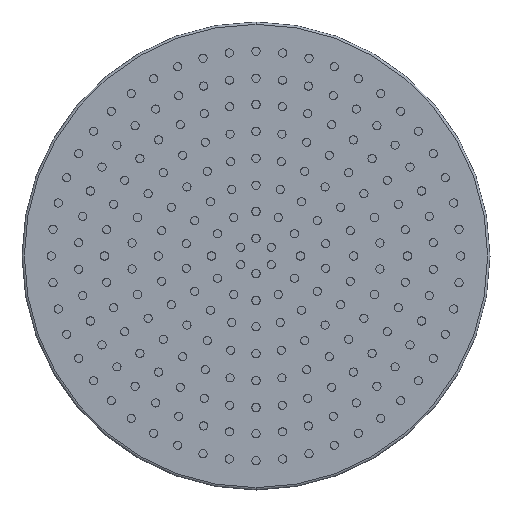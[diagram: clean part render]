
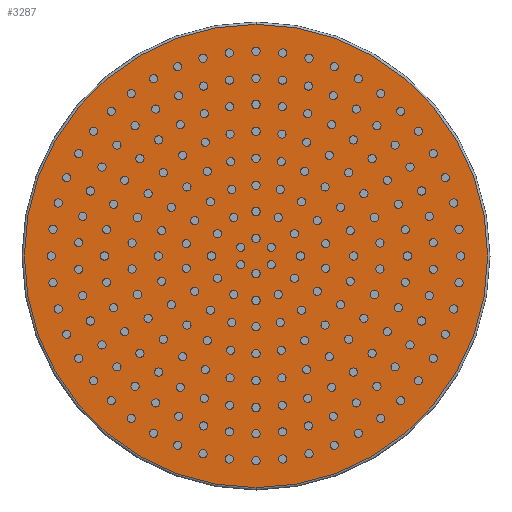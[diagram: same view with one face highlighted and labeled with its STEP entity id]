
A CAD part, front view. The second image highlights one B-rep face of the part: STEP entity #3287.
In plain terms, the highlighted planar face has unit normal (0, -1, 0).
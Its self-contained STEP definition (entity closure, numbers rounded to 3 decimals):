
#944 = DIRECTION ( 'NONE',  ( 0., 1., 0. ) ) ;
#949 = EDGE_CURVE ( 'NONE', #1204, #16163, #3141, .T. ) ;
#1204 = VERTEX_POINT ( 'NONE', #6561 ) ;
#3141 = CIRCLE ( 'NONE', #11526, 198. ) ;
#3287 = ADVANCED_FACE ( 'NONE', ( #18071 ), #17103, .F. ) ;
#4527 = CARTESIAN_POINT ( 'NONE',  ( 0., -15.5, -198. ) ) ;
#4538 = DIRECTION ( 'NONE',  ( 0., -1., 0. ) ) ;
#5083 = DIRECTION ( 'NONE',  ( 0., 0., 1. ) ) ;
#5149 = DIRECTION ( 'NONE',  ( 0., -1., 0. ) ) ;
#5206 = CARTESIAN_POINT ( 'NONE',  ( 0., -15.5, 0. ) ) ;
#6561 = CARTESIAN_POINT ( 'NONE',  ( 0., -15.5, 198. ) ) ;
#6948 = AXIS2_PLACEMENT_3D ( 'NONE', #13395, #4538, #14850 ) ;
#7710 = AXIS2_PLACEMENT_3D ( 'NONE', #11220, #944, #11289 ) ;
#8756 = EDGE_CURVE ( 'NONE', #16163, #1204, #11577, .T. ) ;
#11220 = CARTESIAN_POINT ( 'NONE',  ( 0., -15.5, 0. ) ) ;
#11289 = DIRECTION ( 'NONE',  ( 0., 0., 1. ) ) ;
#11526 = AXIS2_PLACEMENT_3D ( 'NONE', #5206, #5149, #5083 ) ;
#11577 = CIRCLE ( 'NONE', #6948, 198. ) ;
#13395 = CARTESIAN_POINT ( 'NONE',  ( 0., -15.5, 0. ) ) ;
#14001 = ORIENTED_EDGE ( 'NONE', *, *, #949, .T. ) ;
#14280 = ORIENTED_EDGE ( 'NONE', *, *, #8756, .T. ) ;
#14850 = DIRECTION ( 'NONE',  ( 0., 0., 1. ) ) ;
#15824 = EDGE_LOOP ( 'NONE', ( #14001, #14280 ) ) ;
#16163 = VERTEX_POINT ( 'NONE', #4527 ) ;
#17103 = PLANE ( 'NONE',  #7710 ) ;
#18071 = FACE_OUTER_BOUND ( 'NONE', #15824, .T. ) ;
